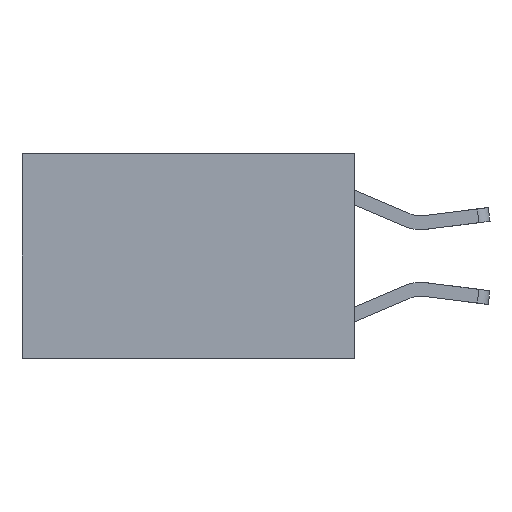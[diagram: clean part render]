
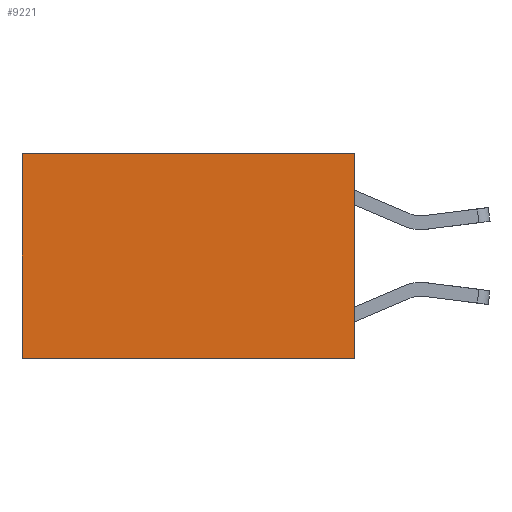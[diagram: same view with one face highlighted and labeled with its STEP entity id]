
A CAD part, left-side view. The second image highlights one B-rep face of the part: STEP entity #9221.
In plain terms, the highlighted planar face has unit normal (-1, 0, 0).
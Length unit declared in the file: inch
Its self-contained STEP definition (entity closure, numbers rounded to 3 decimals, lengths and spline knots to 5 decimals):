
#98 = VERTEX_POINT ( 'NONE', #2053 ) ;
#151 = CARTESIAN_POINT ( 'NONE',  ( 0.2625, 0.6, 0. ) ) ;
#459 = DIRECTION ( 'NONE',  ( 1., 0., 0. ) ) ;
#702 = EDGE_CURVE ( 'NONE', #10108, #2352, #9704, .T. ) ;
#1269 = AXIS2_PLACEMENT_3D ( 'NONE', #9844, #459, #6220 ) ;
#1386 = LINE ( 'NONE', #7325, #9374 ) ;
#1647 = EDGE_CURVE ( 'NONE', #8532, #2352, #1386, .T. ) ;
#1796 = LINE ( 'NONE', #8053, #9705 ) ;
#2053 = CARTESIAN_POINT ( 'NONE',  ( 0.2625, 0., 0. ) ) ;
#2098 = EDGE_CURVE ( 'NONE', #98, #8532, #1796, .T. ) ;
#2170 = DIRECTION ( 'NONE',  ( 0., 1., 0. ) ) ;
#2352 = VERTEX_POINT ( 'NONE', #2414 ) ;
#2414 = CARTESIAN_POINT ( 'NONE',  ( 0.2625, 0.6, -0.37 ) ) ;
#2645 = ORIENTED_EDGE ( 'NONE', *, *, #1647, .F. ) ;
#2871 = DIRECTION ( 'NONE',  ( 0., 1., 0. ) ) ;
#4384 = ORIENTED_EDGE ( 'NONE', *, *, #2098, .F. ) ;
#4516 = DIRECTION ( 'NONE',  ( 0., 0., -1. ) ) ;
#4573 = DIRECTION ( 'NONE',  ( 0., 0., -1. ) ) ;
#5401 = EDGE_LOOP ( 'NONE', ( #5487, #2645, #4384, #10061 ) ) ;
#5487 = ORIENTED_EDGE ( 'NONE', *, *, #702, .T. ) ;
#6101 = FACE_OUTER_BOUND ( 'NONE', #5401, .T. ) ;
#6138 = CARTESIAN_POINT ( 'NONE',  ( 0.2625, 0., 0. ) ) ;
#6220 = DIRECTION ( 'NONE',  ( 0., 0., -1. ) ) ;
#6304 = VECTOR ( 'NONE', #4573, 39.37008 ) ;
#6695 = LINE ( 'NONE', #6138, #8399 ) ;
#7325 = CARTESIAN_POINT ( 'NONE',  ( 0.2625, 0., -0.37 ) ) ;
#7843 = EDGE_CURVE ( 'NONE', #98, #10108, #6695, .T. ) ;
#8053 = CARTESIAN_POINT ( 'NONE',  ( 0.2625, 0., 0. ) ) ;
#8399 = VECTOR ( 'NONE', #2170, 39.37008 ) ;
#8532 = VERTEX_POINT ( 'NONE', #9101 ) ;
#9092 = PLANE ( 'NONE',  #1269 ) ;
#9101 = CARTESIAN_POINT ( 'NONE',  ( 0.2625, 0., -0.37 ) ) ;
#9221 = ADVANCED_FACE ( 'NONE', ( #6101 ), #9092, .F. ) ;
#9374 = VECTOR ( 'NONE', #2871, 39.37008 ) ;
#9569 = CARTESIAN_POINT ( 'NONE',  ( 0.2625, 0.6, 0. ) ) ;
#9704 = LINE ( 'NONE', #9569, #6304 ) ;
#9705 = VECTOR ( 'NONE', #4516, 39.37008 ) ;
#9844 = CARTESIAN_POINT ( 'NONE',  ( 0.2625, 0., 0. ) ) ;
#10061 = ORIENTED_EDGE ( 'NONE', *, *, #7843, .T. ) ;
#10108 = VERTEX_POINT ( 'NONE', #151 ) ;
